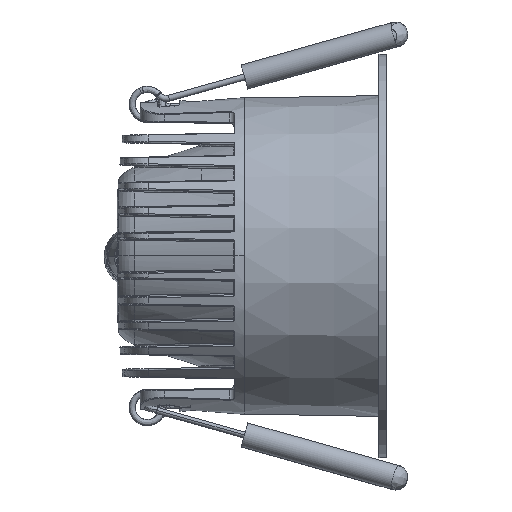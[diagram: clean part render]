
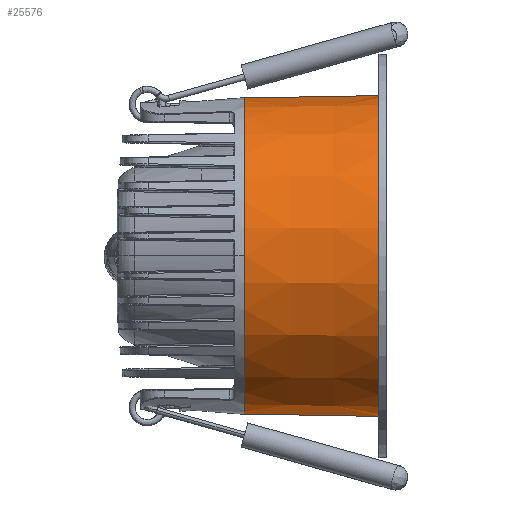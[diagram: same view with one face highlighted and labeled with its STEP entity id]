
A CAD part, top view. The second image highlights one B-rep face of the part: STEP entity #25576.
In plain terms, the highlighted conical face has half-angle 1 degrees and reference radius 31.986 mm.
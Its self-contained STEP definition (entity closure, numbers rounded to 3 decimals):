
#2126 = LINE ( 'NONE', #45537, #2573 ) ;
#2573 = VECTOR ( 'NONE', #2583, 1000. ) ;
#2583 = DIRECTION ( 'NONE',  ( -0.017, 0., 1. ) ) ;
#10610 = CARTESIAN_POINT ( 'NONE',  ( -32.221, 0., 1.5 ) ) ;
#13303 = DIRECTION ( 'NONE',  ( 1., 0., 0. ) ) ;
#15798 = CARTESIAN_POINT ( 'NONE',  ( 0., 0., 1.5 ) ) ;
#18973 = EDGE_LOOP ( 'NONE', ( #72413, #32382, #54515, #67039 ) ) ;
#24208 = CARTESIAN_POINT ( 'NONE',  ( 31.75, 0., 28.5 ) ) ;
#24367 = DIRECTION ( 'NONE',  ( 0., 0., 1. ) ) ;
#24545 = VECTOR ( 'NONE', #52170, 1000. ) ;
#25576 = ADVANCED_FACE ( 'NONE', ( #83420 ), #70810, .T. ) ;
#31054 = CARTESIAN_POINT ( 'NONE',  ( -32.221, 0., 1.5 ) ) ;
#32254 = VERTEX_POINT ( 'NONE', #31054 ) ;
#32382 = ORIENTED_EDGE ( 'NONE', *, *, #46183, .F. ) ;
#38476 = AXIS2_PLACEMENT_3D ( 'NONE', #89473, #76495, #13303 ) ;
#40194 = CIRCLE ( 'NONE', #51941, 32.221 ) ;
#43988 = DIRECTION ( 'NONE',  ( 0., 0., -1. ) ) ;
#44836 = LINE ( 'NONE', #10610, #24545 ) ;
#45537 = CARTESIAN_POINT ( 'NONE',  ( 32.221, 0., 1.5 ) ) ;
#46183 = EDGE_CURVE ( 'NONE', #48918, #71979, #2126, .T. ) ;
#48918 = VERTEX_POINT ( 'NONE', #69120 ) ;
#51941 = AXIS2_PLACEMENT_3D ( 'NONE', #15798, #43988, #65140 ) ;
#52170 = DIRECTION ( 'NONE',  ( 0.017, 0., 1. ) ) ;
#54515 = ORIENTED_EDGE ( 'NONE', *, *, #61689, .F. ) ;
#61689 = EDGE_CURVE ( 'NONE', #32254, #48918, #40194, .T. ) ;
#62953 = CIRCLE ( 'NONE', #73153, 31.75 ) ;
#65140 = DIRECTION ( 'NONE',  ( -1., 0., 0. ) ) ;
#67039 = ORIENTED_EDGE ( 'NONE', *, *, #73954, .T. ) ;
#68727 = CARTESIAN_POINT ( 'NONE',  ( -31.75, 0., 28.5 ) ) ;
#69120 = CARTESIAN_POINT ( 'NONE',  ( 32.221, 0., 1.5 ) ) ;
#70810 = CONICAL_SURFACE ( 'NONE', #38476, 31.986, 0.017 ) ;
#71979 = VERTEX_POINT ( 'NONE', #24208 ) ;
#72413 = ORIENTED_EDGE ( 'NONE', *, *, #72859, .F. ) ;
#72859 = EDGE_CURVE ( 'NONE', #71979, #87600, #62953, .T. ) ;
#73153 = AXIS2_PLACEMENT_3D ( 'NONE', #79689, #24367, #80589 ) ;
#73954 = EDGE_CURVE ( 'NONE', #32254, #87600, #44836, .T. ) ;
#76495 = DIRECTION ( 'NONE',  ( 0., 0., -1. ) ) ;
#79689 = CARTESIAN_POINT ( 'NONE',  ( 0., 0., 28.5 ) ) ;
#80589 = DIRECTION ( 'NONE',  ( 1., 0., 0. ) ) ;
#83420 = FACE_OUTER_BOUND ( 'NONE', #18973, .T. ) ;
#87600 = VERTEX_POINT ( 'NONE', #68727 ) ;
#89473 = CARTESIAN_POINT ( 'NONE',  ( 0., 0., 15. ) ) ;
